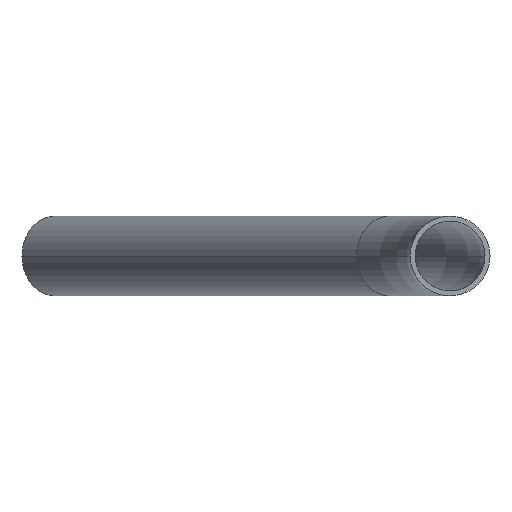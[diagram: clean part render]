
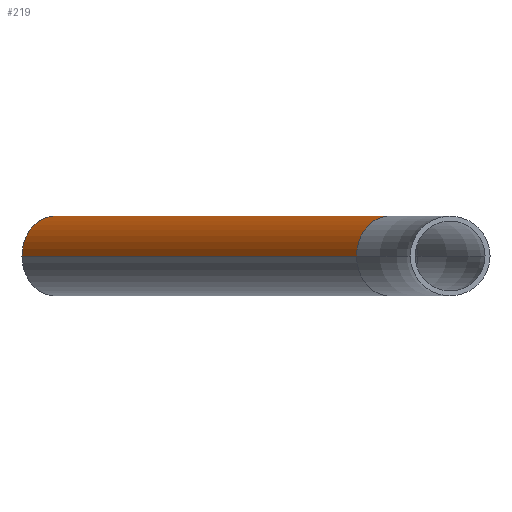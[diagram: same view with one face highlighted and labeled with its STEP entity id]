
A CAD part, left-side view. The second image highlights one B-rep face of the part: STEP entity #219.
In plain terms, the highlighted cylindrical face has radius 44.45 mm (diameter 88.9 mm), a partial arc.
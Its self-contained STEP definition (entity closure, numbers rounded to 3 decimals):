
#4 = CARTESIAN_POINT ( 'NONE',  ( 1423.035, 404.231, 0. ) ) ;
#8 = VECTOR ( 'NONE', #374, 1000. ) ;
#9 = CIRCLE ( 'NONE', #298, 44.45 ) ;
#37 = DIRECTION ( 'NONE',  ( -0.819, -0.574, 0. ) ) ;
#40 = CARTESIAN_POINT ( 'NONE',  ( 839.596, 104.229, 0. ) ) ;
#62 = CARTESIAN_POINT ( 'NONE',  ( 1372.045, 477.054, 0. ) ) ;
#69 = ORIENTED_EDGE ( 'NONE', *, *, #216, .T. ) ;
#74 = FACE_OUTER_BOUND ( 'NONE', #350, .T. ) ;
#82 = VERTEX_POINT ( 'NONE', #221 ) ;
#107 = DIRECTION ( 'NONE',  ( 0.819, 0.574, 0. ) ) ;
#108 = LINE ( 'NONE', #4, #450 ) ;
#117 = ORIENTED_EDGE ( 'NONE', *, *, #180, .F. ) ;
#121 = EDGE_CURVE ( 'NONE', #398, #82, #470, .T. ) ;
#133 = EDGE_CURVE ( 'NONE', #398, #236, #449, .T. ) ;
#149 = AXIS2_PLACEMENT_3D ( 'NONE', #325, #249, #170 ) ;
#162 = ORIENTED_EDGE ( 'NONE', *, *, #133, .T. ) ;
#170 = DIRECTION ( 'NONE',  ( 0., 0., -1. ) ) ;
#180 = EDGE_CURVE ( 'NONE', #82, #355, #108, .T. ) ;
#216 = EDGE_CURVE ( 'NONE', #236, #355, #9, .T. ) ;
#219 = ADVANCED_FACE ( 'NONE', ( #74 ), #349, .T. ) ;
#221 = CARTESIAN_POINT ( 'NONE',  ( 1423.035, 404.231, 0. ) ) ;
#225 = DIRECTION ( 'NONE',  ( 0.574, -0.819, 0. ) ) ;
#236 = VERTEX_POINT ( 'NONE', #40 ) ;
#249 = DIRECTION ( 'NONE',  ( 0.819, 0.574, 0. ) ) ;
#261 = DIRECTION ( 'NONE',  ( -0.574, 0.819, 0. ) ) ;
#262 = CARTESIAN_POINT ( 'NONE',  ( 1397.54, 440.643, 0. ) ) ;
#281 = CARTESIAN_POINT ( 'NONE',  ( 890.587, 31.407, 0. ) ) ;
#298 = AXIS2_PLACEMENT_3D ( 'NONE', #454, #107, #261 ) ;
#325 = CARTESIAN_POINT ( 'NONE',  ( 1397.54, 440.643, 0. ) ) ;
#349 = CYLINDRICAL_SURFACE ( 'NONE', #409, 44.45 ) ;
#350 = EDGE_LOOP ( 'NONE', ( #431, #162, #69, #117 ) ) ;
#355 = VERTEX_POINT ( 'NONE', #281 ) ;
#374 = DIRECTION ( 'NONE',  ( -0.819, -0.574, 0. ) ) ;
#398 = VERTEX_POINT ( 'NONE', #461 ) ;
#409 = AXIS2_PLACEMENT_3D ( 'NONE', #262, #416, #225 ) ;
#416 = DIRECTION ( 'NONE',  ( -0.819, -0.574, 0. ) ) ;
#431 = ORIENTED_EDGE ( 'NONE', *, *, #121, .F. ) ;
#449 = LINE ( 'NONE', #62, #8 ) ;
#450 = VECTOR ( 'NONE', #37, 1000. ) ;
#454 = CARTESIAN_POINT ( 'NONE',  ( 865.091, 67.818, 0. ) ) ;
#461 = CARTESIAN_POINT ( 'NONE',  ( 1372.045, 477.054, 0. ) ) ;
#470 = CIRCLE ( 'NONE', #149, 44.45 ) ;
